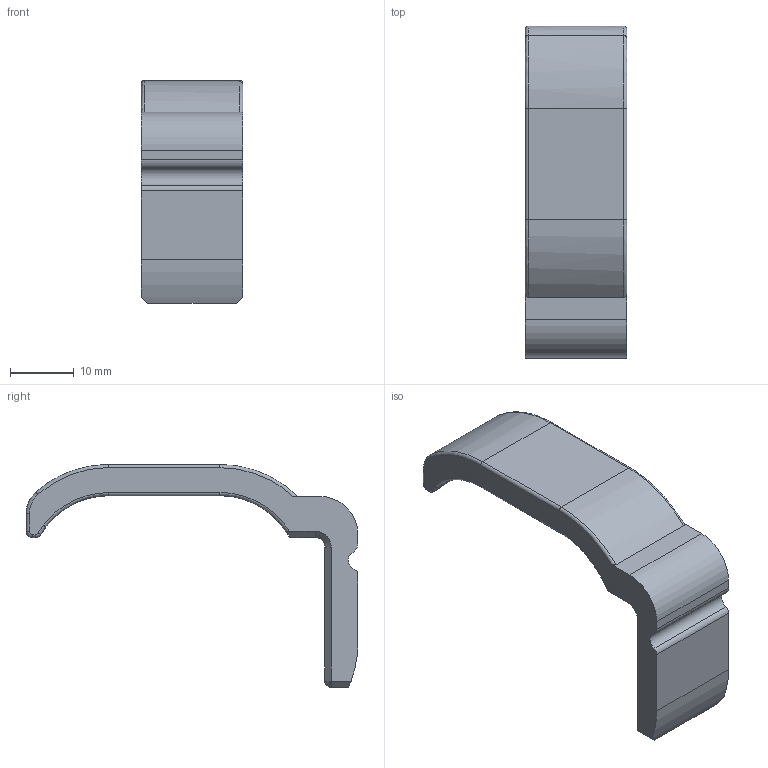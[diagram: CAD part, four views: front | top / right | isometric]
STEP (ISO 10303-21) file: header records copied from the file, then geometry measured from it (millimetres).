
FILE_DESCRIPTION(/* description */ (''),/* implementation_level */ '2;1');
FILE_NAME(/* name */ 'upper hook.step',/* time_stamp */ '2020-10-17T13:04:31-04:00',/* author */ (''),/* organization */ (''),/* preprocessor_version */ 'ST-DEVELOPER v18.1',/* originating_system */ 'Autodesk Translation Framework v9.3.0.1241',/* authorisation */ '');
FILE_SCHEMA (('AUTOMOTIVE_DESIGN { 1 0 10303 214 3 1 1 }'));
Length unit declared in the file: millimetre
Products named in the file (1): upper hook
Bounding box: 16 x 52.2 x 35.07 mm (x, y, z)
Volume: 6119 mm3; surface area: 3401.4 mm2
Topology: 1 solids, 1 shells, 61 faces, 147 edges, 86 vertices
Faces by surface type: bspline 20, cylinder 17, plane 17, cone 4, torus 3
Entity records: 2461 total; most frequent: CARTESIAN_POINT 1131, ORIENTED_EDGE 290, DIRECTION 237, EDGE_CURVE 145, AXIS2_PLACEMENT_3D 89, VERTEX_POINT 86, FACE_OUTER_BOUND 61, EDGE_LOOP 61
